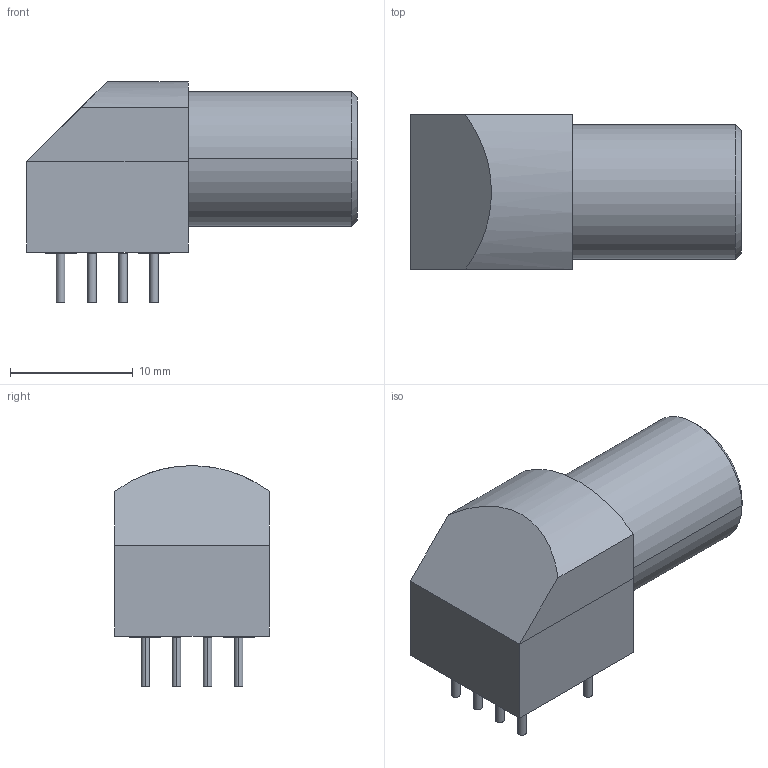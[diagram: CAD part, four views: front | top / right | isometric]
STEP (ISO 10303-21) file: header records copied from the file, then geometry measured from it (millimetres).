
FILE_DESCRIPTION((''),'2;1');
FILE_NAME('LEMO_EPL.1S.306.HLN.stp','2014-09-25T16:43:30',(''),(''),'Mechanical Desktop 2011','Mechanical Desktop 2011',', , ');
FILE_SCHEMA(('AUTOMOTIVE_DESIGN { 1 2 10303 214 1 1 1 1 }'));
Length unit declared in the file: millimetre
Products named in the file (1): Product
Bounding box: 27 x 12.6 x 18 mm (x, y, z)
Volume: 2627.8 mm3; surface area: 2951.4 mm2
Topology: 25 solids, 25 shells, 147 faces, 292 edges, 192 vertices
Faces by surface type: plane 83, cylinder 59, sphere 3, cone 2
Entity records: 3796 total; most frequent: DIRECTION 696, CARTESIAN_POINT 614, ORIENTED_EDGE 560, EDGE_CURVE 280, AXIS2_PLACEMENT_3D 268, VERTEX_POINT 186, VECTOR 160, LINE 160
